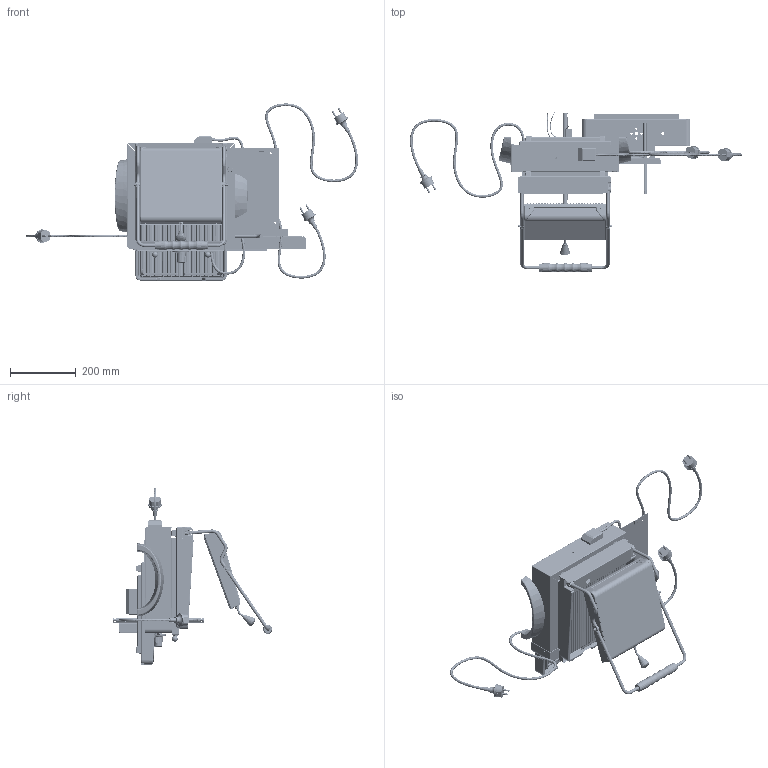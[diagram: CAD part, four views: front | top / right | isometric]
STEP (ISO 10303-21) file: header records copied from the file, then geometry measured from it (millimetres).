
FILE_DESCRIPTION( ( 'Unknown' ), '1' );
FILE_NAME( 'GR 4.stp', 'Unknown', ( 'Unknown' ), ( 'Unknown' ), 'XStep 1.0', 'Unknown', ' ' );
FILE_SCHEMA( ( 'automotive_design' ) );
Length unit declared in the file: millimetre
Products named in the file (45): Assem1; Assem2; Assem3; Assem4; Assem5; 4.0.065.0070; 4.0.075.0070; 7.0.066.0069; 4.0.066.0068; 7.0.066.0040; 7.0.066.0042; 7.0.066.0045; 7.0.066.0050; 7.0.066.0052; 7.0.066.0092; 4.2.000.9523; 7.0.066.0018; 4.0.075.0064; 4.0.066.0112; 4.0.066.0114; 4.0.066.0025; 4.0.066.0108; 7.0.066.0055; 7.0.066.0010; 7.0.066.0007; 4.0.066.0065; 7.0.066.0005; 7.0.066.0006; 7.0.066.0023; 7.0.066.0025; 4.0.066.0048; 4.0.066.0030; 7.0.066.0060; 7.0.066.0013; 4.2.000.9181; 4.0.065.0004; 7.0.066.0065; 4.0.066.0088; 4.0.066.0037; 7.0.067.0075 ...
Bounding box: 1006.96 x 487.37 x 537.18 mm (x, y, z)
Volume: 9120731.1 mm3; surface area: 4716515.7 mm2
Topology: 105 solids, 105 shells, 8640 faces, 22137 edges, 13341 vertices
Faces by surface type: plane 3492, cylinder 2963, bspline 1236, torus 580, sphere 206, cone 100, offset 28, extrusion 27, revolution 8
Full cylindrical faces by diameter (mm): 1 x2, 1.5 x8, 1.8 x4, 2 x2, 2.5 x6, 2.75 x6, 3 x8, 3.242 x20, 3.25 x6, 3.5 x13, 4.134 x17, 4.25 x6, 4.5 x5, 4.917 x36, 5 x25, 5.25 x28, 5.5 x8, 5.8 x5, 6 x12, 6.01 x4, 6.5 x21, 6.647 x24, 6.883 x5, 7 x5, 7.5 x14, 8 x3, 8.5 x2, 9 x2, 9.1 x7, 10 x34
Entity records: 159219 total; most frequent: CARTESIAN_POINT 72476, ORIENTED_EDGE 18000, DIRECTION 17402, EDGE_CURVE 9000, AXIS2_PLACEMENT_3D 6639, VERTEX_POINT 5670, EDGE_LOOP 4361, VECTOR 4117
